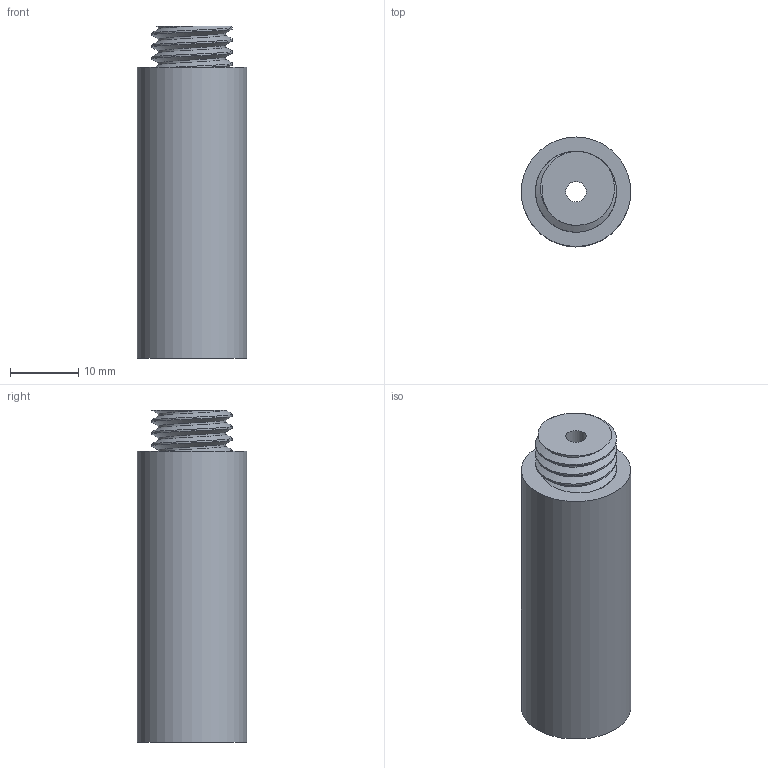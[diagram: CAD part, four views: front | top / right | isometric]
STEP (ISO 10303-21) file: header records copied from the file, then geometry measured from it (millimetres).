
FILE_DESCRIPTION(/* description */ (''),/* implementation_level */ '2;1');
FILE_NAME(/* name */ 'Pen holder v2.step',/* time_stamp */ '2022-12-06T00:16:40-05:00',/* author */ (''),/* organization */ (''),/* preprocessor_version */ 'ST-DEVELOPER v19.2',/* originating_system */ 'Autodesk Translation Framework v11.17.0.187',/* authorisation */ '');
FILE_SCHEMA (('AUTOMOTIVE_DESIGN { 1 0 10303 214 3 1 1 }'));
Length unit declared in the file: millimetre
Products named in the file (1): Pen holder
Bounding box: 16 x 16 x 48.5 mm (x, y, z)
Volume: 5234.1 mm3; surface area: 4324.7 mm2
Topology: 1 solids, 1 shells, 18 faces, 42 edges, 28 vertices
Faces by surface type: cylinder 12, plane 4, bspline 2
Full cylindrical faces by diameter (mm): 3 x1, 9.836 x2, 11 x1, 11.834 x3, 16 x1
Entity records: 1751 total; most frequent: CARTESIAN_POINT 1337, ORIENTED_EDGE 84, DIRECTION 64, EDGE_CURVE 42, VERTEX_POINT 28, AXIS2_PLACEMENT_3D 27, EDGE_LOOP 22, B_SPLINE_CURVE_WITH_KNOTS 22
